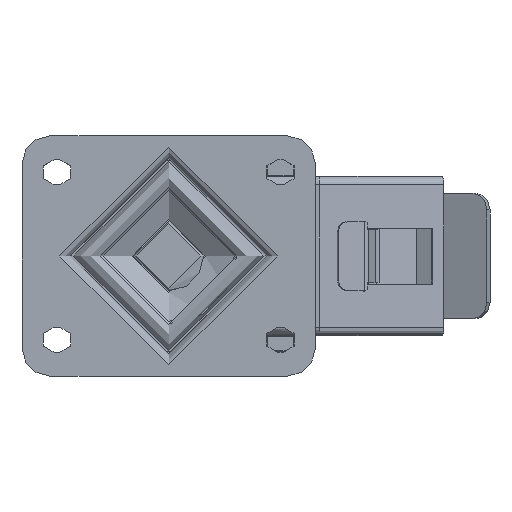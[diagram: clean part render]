
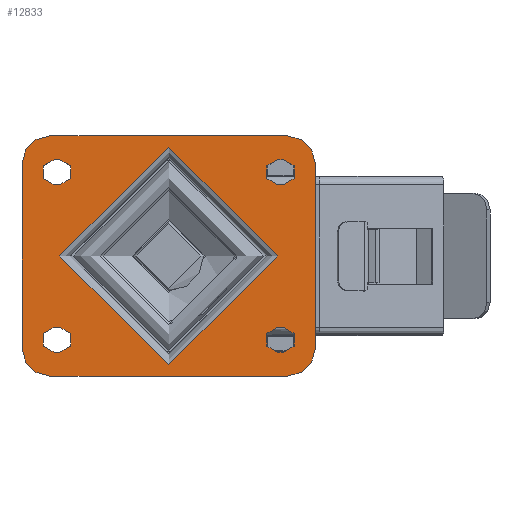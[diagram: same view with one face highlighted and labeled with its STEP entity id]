
A CAD part, top view. The second image highlights one B-rep face of the part: STEP entity #12833.
In plain terms, the highlighted planar face has unit normal (0, 0, 1).
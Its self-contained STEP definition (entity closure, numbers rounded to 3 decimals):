
#773=FACE_BOUND('',#4530,.T.);
#774=FACE_BOUND('',#4531,.T.);
#775=FACE_BOUND('',#4532,.T.);
#776=FACE_BOUND('',#4533,.T.);
#777=FACE_BOUND('',#4534,.T.);
#944=PLANE('',#13913);
#1509=LINE('',#19272,#2593);
#1510=LINE('',#19273,#2594);
#1511=LINE('',#19274,#2595);
#1512=LINE('',#19275,#2596);
#1513=LINE('',#19276,#2597);
#1514=LINE('',#19277,#2598);
#1515=LINE('',#19278,#2599);
#1516=LINE('',#19279,#2600);
#1517=LINE('',#19280,#2601);
#1518=LINE('',#19281,#2602);
#1519=LINE('',#19282,#2603);
#1520=LINE('',#19283,#2604);
#2593=VECTOR('',#15605,1000.);
#2594=VECTOR('',#15606,1000.);
#2595=VECTOR('',#15607,1000.);
#2596=VECTOR('',#15608,1000.);
#2597=VECTOR('',#15609,1000.);
#2598=VECTOR('',#15610,1000.);
#2599=VECTOR('',#15611,1000.);
#2600=VECTOR('',#15612,1000.);
#2601=VECTOR('',#15613,1000.);
#2602=VECTOR('',#15614,1000.);
#2603=VECTOR('',#15615,1000.);
#2604=VECTOR('',#15616,1000.);
#3766=FACE_OUTER_BOUND('',#4529,.T.);
#4529=EDGE_LOOP('',(#9567,#9568,#9569,#9570,#9571,#9572,#9573,#9574));
#4530=EDGE_LOOP('',(#9575));
#4531=EDGE_LOOP('',(#9576,#9577,#9578,#9579));
#4532=EDGE_LOOP('',(#9580,#9581,#9582,#9583));
#4533=EDGE_LOOP('',(#9584,#9585,#9586,#9587));
#4534=EDGE_LOOP('',(#9588,#9589,#9590,#9591));
#5193=CIRCLE('',#13586,4.5);
#5195=CIRCLE('',#13589,4.5);
#5197=CIRCLE('',#13592,4.5);
#5199=CIRCLE('',#13595,4.5);
#5201=CIRCLE('',#13598,4.5);
#5203=CIRCLE('',#13601,4.5);
#5205=CIRCLE('',#13604,4.5);
#5207=CIRCLE('',#13607,4.5);
#5208=CIRCLE('',#13609,10.);
#5210=CIRCLE('',#13612,10.);
#5212=CIRCLE('',#13615,10.);
#5214=CIRCLE('',#13618,10.);
#5224=CIRCLE('',#13632,39.);
#5600=VERTEX_POINT('',#18100);
#5601=VERTEX_POINT('',#18102);
#5604=VERTEX_POINT('',#18109);
#5605=VERTEX_POINT('',#18111);
#5608=VERTEX_POINT('',#18118);
#5609=VERTEX_POINT('',#18120);
#5612=VERTEX_POINT('',#18127);
#5613=VERTEX_POINT('',#18129);
#5616=VERTEX_POINT('',#18136);
#5617=VERTEX_POINT('',#18138);
#5620=VERTEX_POINT('',#18145);
#5621=VERTEX_POINT('',#18147);
#5624=VERTEX_POINT('',#18154);
#5625=VERTEX_POINT('',#18156);
#5628=VERTEX_POINT('',#18163);
#5629=VERTEX_POINT('',#18165);
#5630=VERTEX_POINT('',#18169);
#5631=VERTEX_POINT('',#18170);
#5634=VERTEX_POINT('',#18178);
#5635=VERTEX_POINT('',#18179);
#5638=VERTEX_POINT('',#18187);
#5639=VERTEX_POINT('',#18188);
#5642=VERTEX_POINT('',#18196);
#5643=VERTEX_POINT('',#18197);
#5652=VERTEX_POINT('',#18223);
#6845=EDGE_CURVE('',#5601,#5600,#5193,.T.);
#6849=EDGE_CURVE('',#5605,#5604,#5195,.T.);
#6853=EDGE_CURVE('',#5609,#5608,#5197,.T.);
#6857=EDGE_CURVE('',#5613,#5612,#5199,.T.);
#6861=EDGE_CURVE('',#5617,#5616,#5201,.T.);
#6865=EDGE_CURVE('',#5621,#5620,#5203,.T.);
#6869=EDGE_CURVE('',#5625,#5624,#5205,.T.);
#6873=EDGE_CURVE('',#5629,#5628,#5207,.T.);
#6875=EDGE_CURVE('',#5630,#5631,#5208,.T.);
#6879=EDGE_CURVE('',#5634,#5635,#5210,.T.);
#6883=EDGE_CURVE('',#5638,#5639,#5212,.T.);
#6887=EDGE_CURVE('',#5642,#5643,#5214,.T.);
#6900=EDGE_CURVE('',#5652,#5652,#5224,.T.);
#7265=EDGE_CURVE('',#5639,#5642,#1509,.T.);
#7266=EDGE_CURVE('',#5635,#5638,#1510,.T.);
#7267=EDGE_CURVE('',#5631,#5634,#1511,.T.);
#7268=EDGE_CURVE('',#5643,#5630,#1512,.T.);
#7269=EDGE_CURVE('',#5624,#5629,#1513,.T.);
#7270=EDGE_CURVE('',#5628,#5625,#1514,.T.);
#7271=EDGE_CURVE('',#5616,#5621,#1515,.T.);
#7272=EDGE_CURVE('',#5620,#5617,#1516,.T.);
#7273=EDGE_CURVE('',#5608,#5613,#1517,.T.);
#7274=EDGE_CURVE('',#5612,#5609,#1518,.T.);
#7275=EDGE_CURVE('',#5600,#5605,#1519,.T.);
#7276=EDGE_CURVE('',#5604,#5601,#1520,.T.);
#9567=ORIENTED_EDGE('',*,*,#6887,.F.);
#9568=ORIENTED_EDGE('',*,*,#7265,.F.);
#9569=ORIENTED_EDGE('',*,*,#6883,.F.);
#9570=ORIENTED_EDGE('',*,*,#7266,.F.);
#9571=ORIENTED_EDGE('',*,*,#6879,.F.);
#9572=ORIENTED_EDGE('',*,*,#7267,.F.);
#9573=ORIENTED_EDGE('',*,*,#6875,.F.);
#9574=ORIENTED_EDGE('',*,*,#7268,.F.);
#9575=ORIENTED_EDGE('',*,*,#6900,.F.);
#9576=ORIENTED_EDGE('',*,*,#7269,.T.);
#9577=ORIENTED_EDGE('',*,*,#6873,.T.);
#9578=ORIENTED_EDGE('',*,*,#7270,.T.);
#9579=ORIENTED_EDGE('',*,*,#6869,.T.);
#9580=ORIENTED_EDGE('',*,*,#7271,.T.);
#9581=ORIENTED_EDGE('',*,*,#6865,.T.);
#9582=ORIENTED_EDGE('',*,*,#7272,.T.);
#9583=ORIENTED_EDGE('',*,*,#6861,.T.);
#9584=ORIENTED_EDGE('',*,*,#7273,.T.);
#9585=ORIENTED_EDGE('',*,*,#6857,.T.);
#9586=ORIENTED_EDGE('',*,*,#7274,.T.);
#9587=ORIENTED_EDGE('',*,*,#6853,.T.);
#9588=ORIENTED_EDGE('',*,*,#7275,.T.);
#9589=ORIENTED_EDGE('',*,*,#6849,.T.);
#9590=ORIENTED_EDGE('',*,*,#7276,.T.);
#9591=ORIENTED_EDGE('',*,*,#6845,.T.);
#12833=ADVANCED_FACE('',(#3766,#773,#774,#775,#776,#777),#944,.T.);
#13586=AXIS2_PLACEMENT_3D('',#18103,#14739,#14740);
#13589=AXIS2_PLACEMENT_3D('',#18112,#14747,#14748);
#13592=AXIS2_PLACEMENT_3D('',#18121,#14755,#14756);
#13595=AXIS2_PLACEMENT_3D('',#18130,#14763,#14764);
#13598=AXIS2_PLACEMENT_3D('',#18139,#14771,#14772);
#13601=AXIS2_PLACEMENT_3D('',#18148,#14779,#14780);
#13604=AXIS2_PLACEMENT_3D('',#18157,#14787,#14788);
#13607=AXIS2_PLACEMENT_3D('',#18166,#14795,#14796);
#13609=AXIS2_PLACEMENT_3D('',#18171,#14800,#14801);
#13612=AXIS2_PLACEMENT_3D('',#18180,#14808,#14809);
#13615=AXIS2_PLACEMENT_3D('',#18189,#14816,#14817);
#13618=AXIS2_PLACEMENT_3D('',#18198,#14824,#14825);
#13632=AXIS2_PLACEMENT_3D('',#18224,#14855,#14856);
#13913=AXIS2_PLACEMENT_3D('',#19271,#15603,#15604);
#14739=DIRECTION('center_axis',(0.,0.,-1.));
#14740=DIRECTION('ref_axis',(1.,0.,0.));
#14747=DIRECTION('center_axis',(0.,0.,-1.));
#14748=DIRECTION('ref_axis',(-1.,0.,0.));
#14755=DIRECTION('center_axis',(0.,0.,-1.));
#14756=DIRECTION('ref_axis',(1.,0.,0.));
#14763=DIRECTION('center_axis',(0.,0.,-1.));
#14764=DIRECTION('ref_axis',(-1.,0.,0.));
#14771=DIRECTION('center_axis',(0.,0.,-1.));
#14772=DIRECTION('ref_axis',(-1.,0.,0.));
#14779=DIRECTION('center_axis',(0.,0.,-1.));
#14780=DIRECTION('ref_axis',(1.,0.,0.));
#14787=DIRECTION('center_axis',(0.,0.,-1.));
#14788=DIRECTION('ref_axis',(-1.,0.,0.));
#14795=DIRECTION('center_axis',(0.,0.,-1.));
#14796=DIRECTION('ref_axis',(1.,0.,0.));
#14800=DIRECTION('center_axis',(0.,0.,-1.));
#14801=DIRECTION('ref_axis',(-0.707,0.707,0.));
#14808=DIRECTION('center_axis',(0.,0.,-1.));
#14809=DIRECTION('ref_axis',(0.707,0.707,0.));
#14816=DIRECTION('center_axis',(0.,0.,-1.));
#14817=DIRECTION('ref_axis',(0.707,-0.707,0.));
#14824=DIRECTION('center_axis',(0.,0.,-1.));
#14825=DIRECTION('ref_axis',(-0.707,-0.707,0.));
#14855=DIRECTION('center_axis',(0.,0.,1.));
#14856=DIRECTION('ref_axis',(0.,-1.,0.));
#15603=DIRECTION('center_axis',(0.,0.,1.));
#15604=DIRECTION('ref_axis',(1.,0.,0.));
#15605=DIRECTION('',(-1.,0.,0.));
#15606=DIRECTION('',(0.,-1.,0.));
#15607=DIRECTION('',(1.,0.,0.));
#15608=DIRECTION('',(0.,1.,0.));
#15609=DIRECTION('',(-1.,0.,0.));
#15610=DIRECTION('',(1.,0.,0.));
#15611=DIRECTION('',(-1.,0.,0.));
#15612=DIRECTION('',(1.,0.,0.));
#15613=DIRECTION('',(1.,0.,0.));
#15614=DIRECTION('',(-1.,0.,0.));
#15615=DIRECTION('',(1.,0.,0.));
#15616=DIRECTION('',(-1.,0.,0.));
#18100=CARTESIAN_POINT('',(39.,-25.5,0.));
#18102=CARTESIAN_POINT('',(39.,-34.5,0.));
#18103=CARTESIAN_POINT('Origin',(39.,-30.,0.));
#18109=CARTESIAN_POINT('',(41.,-34.5,0.));
#18111=CARTESIAN_POINT('',(41.,-25.5,0.));
#18112=CARTESIAN_POINT('Origin',(41.,-30.,0.));
#18118=CARTESIAN_POINT('',(39.,34.5,0.));
#18120=CARTESIAN_POINT('',(39.,25.5,0.));
#18121=CARTESIAN_POINT('Origin',(39.,30.,0.));
#18127=CARTESIAN_POINT('',(41.,25.5,0.));
#18129=CARTESIAN_POINT('',(41.,34.5,0.));
#18130=CARTESIAN_POINT('Origin',(41.,30.,0.));
#18136=CARTESIAN_POINT('',(-39.,-34.5,0.));
#18138=CARTESIAN_POINT('',(-39.,-25.5,0.));
#18139=CARTESIAN_POINT('Origin',(-39.,-30.,0.));
#18145=CARTESIAN_POINT('',(-41.,-25.5,0.));
#18147=CARTESIAN_POINT('',(-41.,-34.5,0.));
#18148=CARTESIAN_POINT('Origin',(-41.,-30.,0.));
#18154=CARTESIAN_POINT('',(-39.,25.5,0.));
#18156=CARTESIAN_POINT('',(-39.,34.5,0.));
#18157=CARTESIAN_POINT('Origin',(-39.,30.,0.));
#18163=CARTESIAN_POINT('',(-41.,34.5,0.));
#18165=CARTESIAN_POINT('',(-41.,25.5,0.));
#18166=CARTESIAN_POINT('Origin',(-41.,30.,0.));
#18169=CARTESIAN_POINT('',(-52.5,33.,0.));
#18170=CARTESIAN_POINT('',(-42.5,43.,0.));
#18171=CARTESIAN_POINT('Origin',(-42.5,33.,0.));
#18178=CARTESIAN_POINT('',(42.5,43.,0.));
#18179=CARTESIAN_POINT('',(52.5,33.,0.));
#18180=CARTESIAN_POINT('Origin',(42.5,33.,0.));
#18187=CARTESIAN_POINT('',(52.5,-33.,0.));
#18188=CARTESIAN_POINT('',(42.5,-43.,0.));
#18189=CARTESIAN_POINT('Origin',(42.5,-33.,0.));
#18196=CARTESIAN_POINT('',(-42.5,-43.,0.));
#18197=CARTESIAN_POINT('',(-52.5,-33.,0.));
#18198=CARTESIAN_POINT('Origin',(-42.5,-33.,0.));
#18223=CARTESIAN_POINT('',(39.,0.,0.));
#18224=CARTESIAN_POINT('Origin',(0.,0.,0.));
#19271=CARTESIAN_POINT('Origin',(0.,0.,0.));
#19272=CARTESIAN_POINT('',(52.5,-43.,0.));
#19273=CARTESIAN_POINT('',(52.5,43.,0.));
#19274=CARTESIAN_POINT('',(-52.5,43.,0.));
#19275=CARTESIAN_POINT('',(-52.5,-43.,0.));
#19276=CARTESIAN_POINT('',(-41.,25.5,0.));
#19277=CARTESIAN_POINT('',(-41.,34.5,0.));
#19278=CARTESIAN_POINT('',(-41.,-34.5,0.));
#19279=CARTESIAN_POINT('',(-41.,-25.5,0.));
#19280=CARTESIAN_POINT('',(41.,34.5,0.));
#19281=CARTESIAN_POINT('',(41.,25.5,0.));
#19282=CARTESIAN_POINT('',(41.,-25.5,0.));
#19283=CARTESIAN_POINT('',(41.,-34.5,0.));
